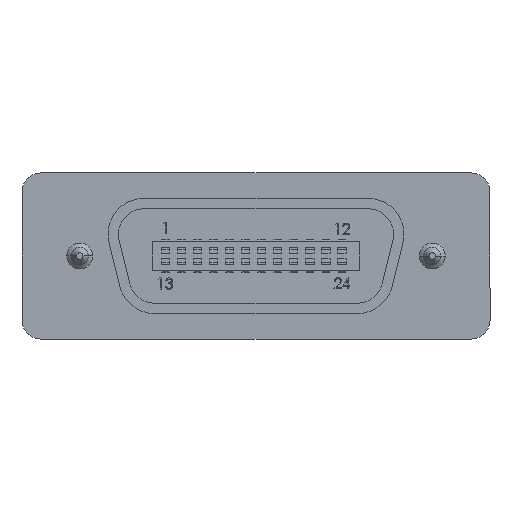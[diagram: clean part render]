
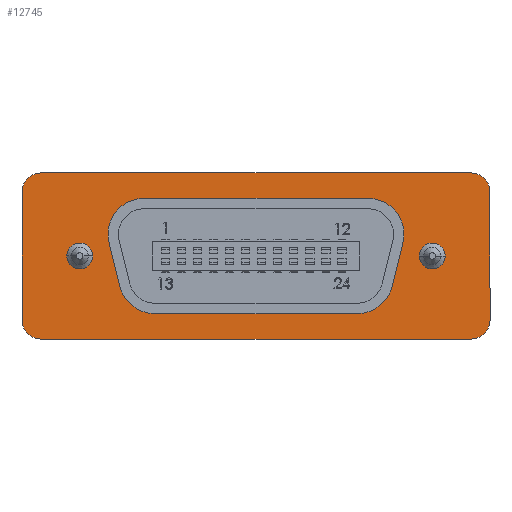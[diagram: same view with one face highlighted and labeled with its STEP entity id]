
A CAD part, front view. The second image highlights one B-rep face of the part: STEP entity #12745.
In plain terms, the highlighted planar face has unit normal (0, -1, 0).
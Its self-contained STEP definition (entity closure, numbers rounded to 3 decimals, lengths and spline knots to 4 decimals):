
#12178 = VERTEX_POINT ( 'NONE', #39320 ) ;
#12200 = EDGE_CURVE ( 'NONE', #12178, #12201, #39408, .T. ) ;
#12201 = VERTEX_POINT ( 'NONE', #39404 ) ;
#12684 = EDGE_CURVE ( 'NONE', #12685, #12178, #40163, .T. ) ;
#12685 = VERTEX_POINT ( 'NONE', #40158 ) ;
#12686 = ORIENTED_EDGE ( 'NONE', *, *, #12687, .F. ) ;
#12687 = EDGE_CURVE ( 'NONE', #12750, #12685, #40157, .T. ) ;
#12745 = ADVANCED_FACE ( 'NONE', ( #40259 ), #40258, .T. ) ;
#12746 = EDGE_LOOP ( 'NONE', ( #12747, #12751, #12754, #12757, #12760, #12762, #12763, #12686 ) ) ;
#12747 = ORIENTED_EDGE ( 'NONE', *, *, #12748, .F. ) ;
#12748 = EDGE_CURVE ( 'NONE', #12749, #12750, #40253, .T. ) ;
#12749 = VERTEX_POINT ( 'NONE', #40248 ) ;
#12750 = VERTEX_POINT ( 'NONE', #40247 ) ;
#12751 = ORIENTED_EDGE ( 'NONE', *, *, #12752, .F. ) ;
#12752 = EDGE_CURVE ( 'NONE', #12753, #12749, #40246, .T. ) ;
#12753 = VERTEX_POINT ( 'NONE', #40242 ) ;
#12754 = ORIENTED_EDGE ( 'NONE', *, *, #12755, .F. ) ;
#12755 = EDGE_CURVE ( 'NONE', #12756, #12753, #40241, .T. ) ;
#12756 = VERTEX_POINT ( 'NONE', #40236 ) ;
#12757 = ORIENTED_EDGE ( 'NONE', *, *, #12759, .F. ) ;
#12758 = VERTEX_POINT ( 'NONE', #40235 ) ;
#12759 = EDGE_CURVE ( 'NONE', #12758, #12756, #37418, .T. ) ;
#12760 = ORIENTED_EDGE ( 'NONE', *, *, #12761, .F. ) ;
#12761 = EDGE_CURVE ( 'NONE', #12201, #12758, #40299, .T. ) ;
#12762 = ORIENTED_EDGE ( 'NONE', *, *, #12200, .F. ) ;
#12763 = ORIENTED_EDGE ( 'NONE', *, *, #12684, .F. ) ;
#37418 = LINE ( 'NONE', #37702, #37697 ) ;
#37696 = DIRECTION ( 'NONE',  ( 0., 0., 1. ) ) ;
#37697 = VECTOR ( 'NONE', #37696, 39.3701 ) ;
#37702 = CARTESIAN_POINT ( 'NONE',  ( -1.24, -0.39, 0.34 ) ) ;
#39320 = CARTESIAN_POINT ( 'NONE',  ( 1.14, -0.39, -0.44 ) ) ;
#39404 = CARTESIAN_POINT ( 'NONE',  ( -1.14, -0.39, -0.44 ) ) ;
#39405 = DIRECTION ( 'NONE',  ( -1., 0., 0. ) ) ;
#39406 = VECTOR ( 'NONE', #39405, 39.3701 ) ;
#39407 = CARTESIAN_POINT ( 'NONE',  ( -1.14, -0.39, -0.44 ) ) ;
#39408 = LINE ( 'NONE', #39407, #39406 ) ;
#40154 = DIRECTION ( 'NONE',  ( 0., 0., -1. ) ) ;
#40155 = VECTOR ( 'NONE', #40154, 39.3701 ) ;
#40156 = CARTESIAN_POINT ( 'NONE',  ( 1.24, -0.39, 0.34 ) ) ;
#40157 = LINE ( 'NONE', #40156, #40155 ) ;
#40158 = CARTESIAN_POINT ( 'NONE',  ( 1.24, -0.39, -0.34 ) ) ;
#40159 = DIRECTION ( 'NONE',  ( 0., 0., 1. ) ) ;
#40160 = DIRECTION ( 'NONE',  ( 0., 1., 0. ) ) ;
#40161 = CARTESIAN_POINT ( 'NONE',  ( 1.14, -0.39, -0.34 ) ) ;
#40162 = AXIS2_PLACEMENT_3D ( 'NONE', #40161, #40160, #40159 ) ;
#40163 = CIRCLE ( 'NONE', #40162, 0.1 ) ;
#40235 = CARTESIAN_POINT ( 'NONE',  ( -1.24, -0.39, -0.34 ) ) ;
#40236 = CARTESIAN_POINT ( 'NONE',  ( -1.24, -0.39, 0.34 ) ) ;
#40237 = DIRECTION ( 'NONE',  ( 0., 0., 1. ) ) ;
#40238 = DIRECTION ( 'NONE',  ( 0., 1., 0. ) ) ;
#40239 = CARTESIAN_POINT ( 'NONE',  ( -1.14, -0.39, 0.34 ) ) ;
#40240 = AXIS2_PLACEMENT_3D ( 'NONE', #40239, #40238, #40237 ) ;
#40241 = CIRCLE ( 'NONE', #40240, 0.1 ) ;
#40242 = CARTESIAN_POINT ( 'NONE',  ( -1.14, -0.39, 0.44 ) ) ;
#40243 = DIRECTION ( 'NONE',  ( 1., 0., 0. ) ) ;
#40244 = VECTOR ( 'NONE', #40243, 39.3701 ) ;
#40245 = CARTESIAN_POINT ( 'NONE',  ( -1.14, -0.39, 0.44 ) ) ;
#40246 = LINE ( 'NONE', #40245, #40244 ) ;
#40247 = CARTESIAN_POINT ( 'NONE',  ( 1.24, -0.39, 0.34 ) ) ;
#40248 = CARTESIAN_POINT ( 'NONE',  ( 1.14, -0.39, 0.44 ) ) ;
#40249 = DIRECTION ( 'NONE',  ( 0., 0., -1. ) ) ;
#40250 = DIRECTION ( 'NONE',  ( 0., 1., 0. ) ) ;
#40251 = CARTESIAN_POINT ( 'NONE',  ( 1.14, -0.39, 0.34 ) ) ;
#40252 = AXIS2_PLACEMENT_3D ( 'NONE', #40251, #40250, #40249 ) ;
#40253 = CIRCLE ( 'NONE', #40252, 0.1 ) ;
#40254 = DIRECTION ( 'NONE',  ( 0., 0., -1. ) ) ;
#40255 = DIRECTION ( 'NONE',  ( 0., -1., 0. ) ) ;
#40256 = CARTESIAN_POINT ( 'NONE',  ( 1.14, -0.39, 0.34 ) ) ;
#40257 = AXIS2_PLACEMENT_3D ( 'NONE', #40256, #40255, #40254 ) ;
#40258 = PLANE ( 'NONE',  #40257 ) ;
#40259 = FACE_OUTER_BOUND ( 'NONE', #12746, .T. ) ;
#40295 = DIRECTION ( 'NONE',  ( 0., 0., 1. ) ) ;
#40296 = DIRECTION ( 'NONE',  ( 0., 1., 0. ) ) ;
#40297 = CARTESIAN_POINT ( 'NONE',  ( -1.14, -0.39, -0.34 ) ) ;
#40298 = AXIS2_PLACEMENT_3D ( 'NONE', #40297, #40296, #40295 ) ;
#40299 = CIRCLE ( 'NONE', #40298, 0.1 ) ;
